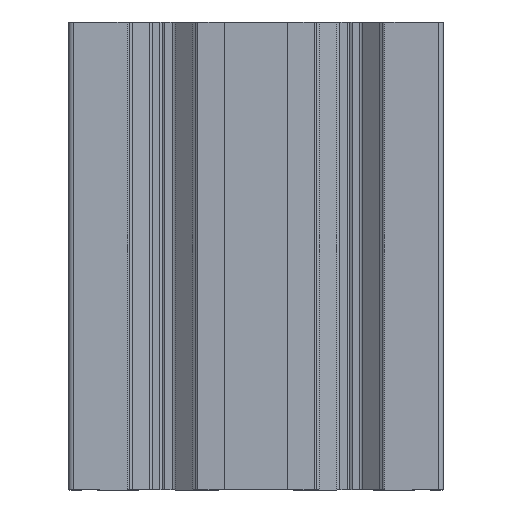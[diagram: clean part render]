
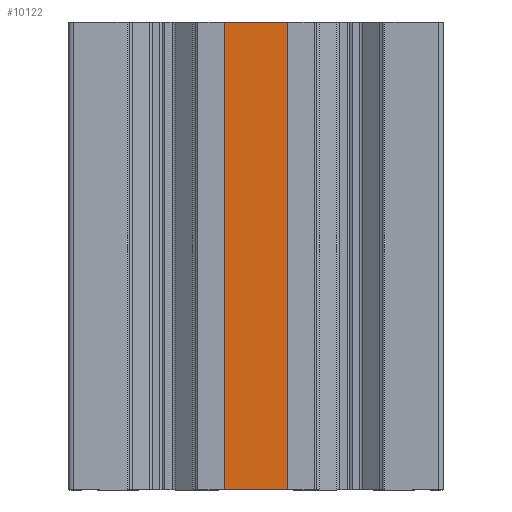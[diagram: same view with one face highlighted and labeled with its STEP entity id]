
A CAD part, front view. The second image highlights one B-rep face of the part: STEP entity #10122.
In plain terms, the highlighted planar face has unit normal (0, -1, 0).
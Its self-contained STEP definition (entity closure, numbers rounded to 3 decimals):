
#63=PLANE('',#11215);
#348=FACE_OUTER_BOUND('',#896,.T.);
#896=EDGE_LOOP('',(#7920,#7921,#7922,#7923));
#1365=LINE('',#14904,#2389);
#1642=LINE('',#16084,#2666);
#1920=LINE('',#17129,#2944);
#1921=LINE('',#17130,#2945);
#2389=VECTOR('',#11696,13.475);
#2666=VECTOR('',#12607,13.475);
#2944=VECTOR('',#13495,100.);
#2945=VECTOR('',#13496,100.);
#3974=VERTEX_POINT('',#14902);
#3975=VERTEX_POINT('',#14903);
#4560=VERTEX_POINT('',#16082);
#4561=VERTEX_POINT('',#16083);
#5031=EDGE_CURVE('',#3974,#3975,#1365,.T.);
#5622=EDGE_CURVE('',#4560,#4561,#1642,.T.);
#6144=EDGE_CURVE('',#4561,#3974,#1920,.T.);
#6145=EDGE_CURVE('',#3975,#4560,#1921,.T.);
#7920=ORIENTED_EDGE('',*,*,#6144,.F.);
#7921=ORIENTED_EDGE('',*,*,#5622,.F.);
#7922=ORIENTED_EDGE('',*,*,#6145,.F.);
#7923=ORIENTED_EDGE('',*,*,#5031,.F.);
#10122=ADVANCED_FACE('',(#348),#63,.F.);
#11215=AXIS2_PLACEMENT_3D('',#17128,#13493,#13494);
#11696=DIRECTION('',(1.,0.,0.));
#12607=DIRECTION('',(-1.,0.,0.));
#13493=DIRECTION('center_axis',(0.,1.,0.));
#13494=DIRECTION('ref_axis',(0.,0.,1.));
#13495=DIRECTION('',(0.,0.,1.));
#13496=DIRECTION('',(0.,0.,-1.));
#14902=CARTESIAN_POINT('',(-6.738,-39.9,100.));
#14903=CARTESIAN_POINT('',(6.738,-39.9,100.));
#14904=CARTESIAN_POINT('',(10.,-39.9,100.));
#16082=CARTESIAN_POINT('',(6.738,-39.9,0.));
#16083=CARTESIAN_POINT('',(-6.738,-39.9,0.));
#16084=CARTESIAN_POINT('',(10.,-39.9,0.));
#17128=CARTESIAN_POINT('Origin',(20.,-39.9,100.));
#17129=CARTESIAN_POINT('',(-6.738,-39.9,100.));
#17130=CARTESIAN_POINT('',(6.738,-39.9,100.));
